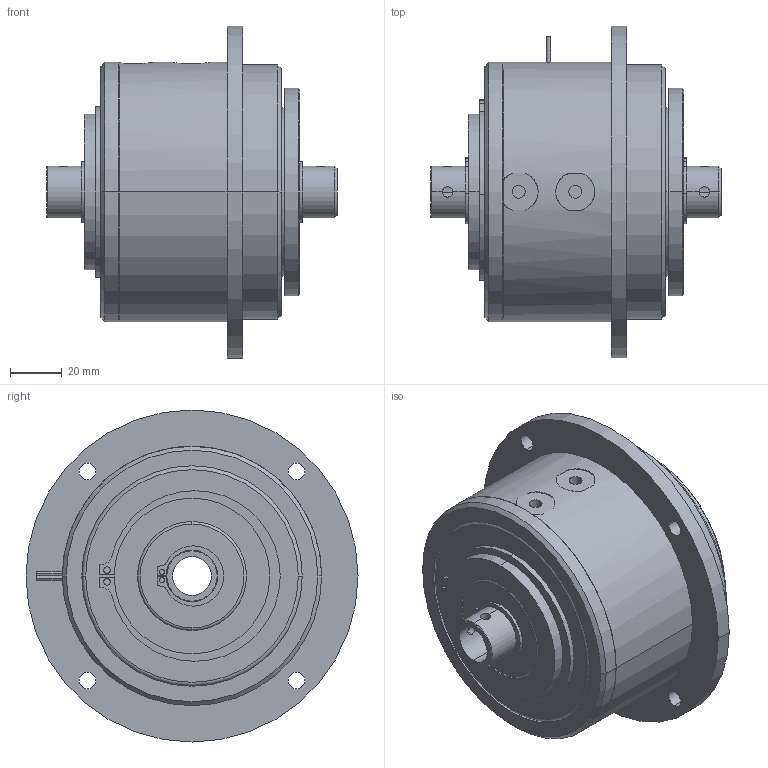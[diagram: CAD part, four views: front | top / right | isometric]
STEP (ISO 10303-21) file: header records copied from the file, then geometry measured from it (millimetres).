
FILE_DESCRIPTION (( 'STEP AP203' ), '1' );
FILE_NAME ('OPC 80A_25448400.STEP', '2016-06-07T06:50:02', ( ' ' ), ( '' ), 'SwSTEP 2.0', 'SolidWorks 2009', '' );
FILE_SCHEMA (( 'CONFIG_CONTROL_DESIGN' ));
Length unit declared in the file: millimetre
Products named in the file (1): OPC 80A_25448400
Bounding box: 112 x 128 x 128 mm (x, y, z)
Volume: 611154.3 mm3; surface area: 65704 mm2
Topology: 1 solids, 1 shells, 189 faces, 464 edges, 295 vertices
Faces by surface type: cylinder 110, plane 55, torus 12, cone 12
Entity records: 6293 total; most frequent: CARTESIAN_POINT 1559, DIRECTION 1044, ORIENTED_EDGE 920, EDGE_CURVE 460, AXIS2_PLACEMENT_3D 422, VERTEX_POINT 295, EDGE_LOOP 237, CIRCLE 232
